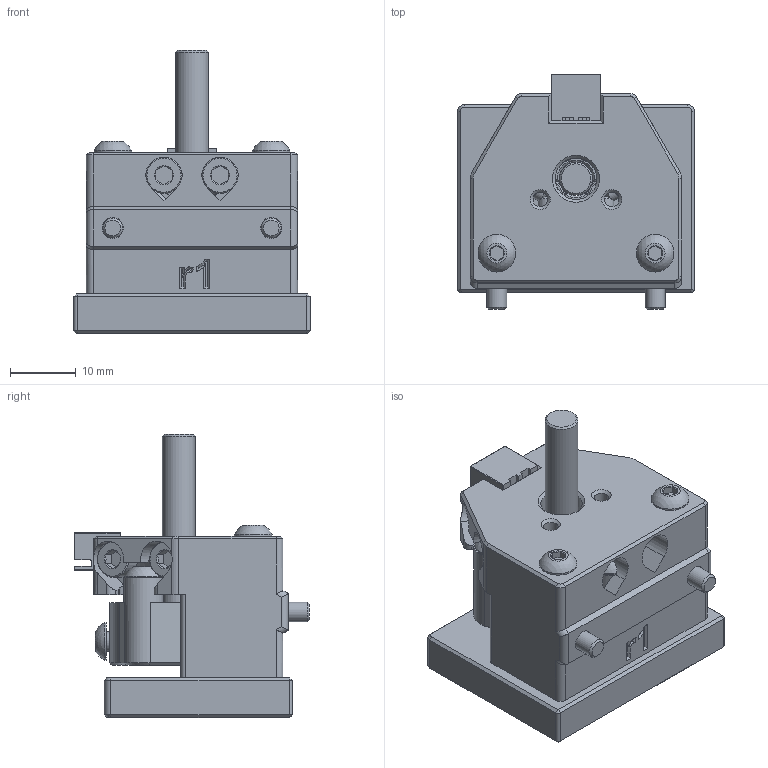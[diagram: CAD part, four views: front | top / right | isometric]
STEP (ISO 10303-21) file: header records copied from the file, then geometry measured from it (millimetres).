
FILE_DESCRIPTION(/* description */ (''),/* implementation_level */ '2;1');
FILE_NAME(/* name */ 'Nudge_2020_5mm.step',/* time_stamp */ '2024-04-10T14:52:58-07:00',/* author */ (''),/* organization */ (''),/* preprocessor_version */ 'ST-DEVELOPER v20',/* originating_system */ 'Autodesk Translation Framework v12.20.1.177',/* authorisation */ '');
FILE_SCHEMA (('AUTOMOTIVE_DESIGN { 1 0 10303 214 3 1 1 }'));
Length unit declared in the file: millimetre
Products named in the file (26): Nudge 2020 5mm; Mount; Horizontal SHCS; M3x6 SHCS; Magnets; Bases; Floating Base; M3x25 BHCS v1; Wobbler; Adjustable Dowel; SHCS; M5 Pin; M5 Pin 35mm; Retention Screw; M3 Hexnut; M3_Hexnut; M3x10 BHCS v1; BHCS; M3x6 BHCS v1; Magnets (1); 6x3mm Magnet; JST XH 2pin; XH2.54-2P (1); XH2.54-2P; Extrusion Screws; M3x12 SHCS v1
Assembly tree (39 placements, depth 5):
  Nudge 2020 5mm
    Mount
      Horizontal SHCS
        M3x6 SHCS  x6
      Magnets
        6x3mm Magnet  x3
    Bases
      Floating Base
      M3x25 BHCS v1  x2
    Wobbler
      Adjustable Dowel
      SHCS
      M5 Pin
        M5 Pin 35mm
      Retention Screw
        M3 Hexnut
          M3_Hexnut
        M3x10 BHCS v1
      BHCS
        M3x6 BHCS v1  x3
      Magnets (1)
        6x3mm Magnet  x3
    JST XH 2pin
      XH2.54-2P (1)
        XH2.54-2P
    Extrusion Screws
      M3x12 SHCS v1  x2
Bounding box: 35.85 x 35.58 x 42.9 mm (x, y, z)
Volume: 19185.1 mm3; surface area: 15885.1 mm2
Topology: 26 solids, 26 shells, 838 faces, 1909 edges, 1142 vertices
Faces by surface type: plane 392, cone 204, cylinder 198, torus 20, bspline 14, sphere 10
Full cylindrical faces by diameter (mm): 2.2 x4, 2.75 x11, 3 x21, 3.1 x3, 3.15 x6, 3.2 x4, 5 x1, 5.09 x1, 5.5 x8, 5.7 x8, 6 x13, 6.3 x1, 8 x1
Entity records: 20377 total; most frequent: CARTESIAN_POINT 4690, DIRECTION 3259, ORIENTED_EDGE 3080, EDGE_CURVE 1540, AXIS2_PLACEMENT_3D 1209, VERTEX_POINT 950, LINE 841, VECTOR 841
